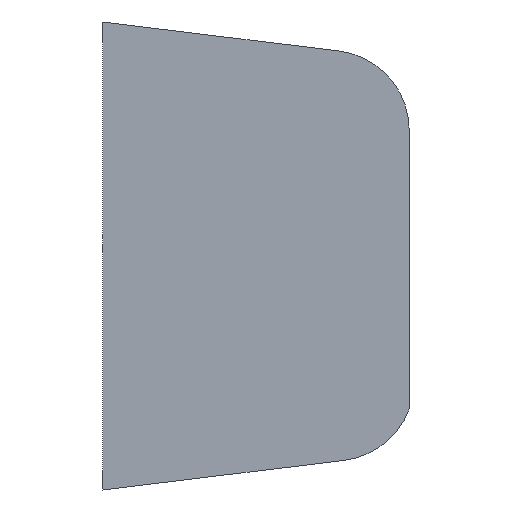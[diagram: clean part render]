
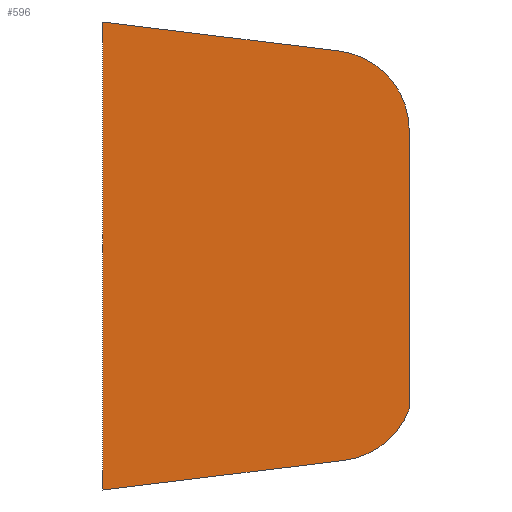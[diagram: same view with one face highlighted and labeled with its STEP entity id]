
A CAD part, left-side view. The second image highlights one B-rep face of the part: STEP entity #596.
In plain terms, the highlighted planar face has unit normal (-1, 0, 0).
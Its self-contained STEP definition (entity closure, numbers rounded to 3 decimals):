
#34 = VERTEX_POINT ( 'NONE', #1068 ) ;
#39 = AXIS2_PLACEMENT_3D ( 'NONE', #1438, #1211, #428 ) ;
#51 = CARTESIAN_POINT ( 'NONE',  ( -44., -4.1, 25.557 ) ) ;
#85 = VERTEX_POINT ( 'NONE', #193 ) ;
#103 = CARTESIAN_POINT ( 'NONE',  ( -44., 2.235, -37.684 ) ) ;
#109 = FACE_OUTER_BOUND ( 'NONE', #484, .T. ) ;
#128 = LINE ( 'NONE', #440, #186 ) ;
#186 = VECTOR ( 'NONE', #1214, 1000. ) ;
#193 = CARTESIAN_POINT ( 'NONE',  ( -44., 8.13, -38.407 ) ) ;
#214 = DIRECTION ( 'NONE',  ( -1., 0., 0. ) ) ;
#217 = ORIENTED_EDGE ( 'NONE', *, *, #617, .T. ) ;
#222 = EDGE_CURVE ( 'NONE', #85, #1428, #310, .T. ) ;
#232 = DIRECTION ( 'NONE',  ( 0., 0., 1. ) ) ;
#245 = ORIENTED_EDGE ( 'NONE', *, *, #222, .T. ) ;
#246 = VERTEX_POINT ( 'NONE', #1093 ) ;
#268 = AXIS2_PLACEMENT_3D ( 'NONE', #1325, #214, #232 ) ;
#298 = LINE ( 'NONE', #956, #463 ) ;
#310 = CIRCLE ( 'NONE', #268, 15. ) ;
#363 = CARTESIAN_POINT ( 'NONE',  ( -44., -4.1, -28.75 ) ) ;
#386 = ORIENTED_EDGE ( 'NONE', *, *, #1088, .T. ) ;
#387 = VERTEX_POINT ( 'NONE', #1254 ) ;
#428 = DIRECTION ( 'NONE',  ( 0., 0., 1. ) ) ;
#440 = CARTESIAN_POINT ( 'NONE',  ( -44., 53.5, 25.557 ) ) ;
#445 = ORIENTED_EDGE ( 'NONE', *, *, #954, .T. ) ;
#457 = LINE ( 'NONE', #103, #995 ) ;
#463 = VECTOR ( 'NONE', #1299, 1000. ) ;
#469 = ORIENTED_EDGE ( 'NONE', *, *, #1306, .T. ) ;
#484 = EDGE_LOOP ( 'NONE', ( #445, #217, #386, #469, #765, #245 ) ) ;
#534 = VECTOR ( 'NONE', #935, 1000. ) ;
#536 = PLANE ( 'NONE',  #1367 ) ;
#582 = LINE ( 'NONE', #51, #534 ) ;
#596 = ADVANCED_FACE ( 'NONE', ( #109 ), #536, .T. ) ;
#605 = CIRCLE ( 'NONE', #39, 15. ) ;
#617 = EDGE_CURVE ( 'NONE', #34, #246, #605, .T. ) ;
#664 = CARTESIAN_POINT ( 'NONE',  ( -44., 10.9, 23.635 ) ) ;
#749 = CARTESIAN_POINT ( 'NONE',  ( -44., 53.5, 43.978 ) ) ;
#762 = DIRECTION ( 'NONE',  ( 0., -0.993, 0.122 ) ) ;
#765 = ORIENTED_EDGE ( 'NONE', *, *, #1319, .T. ) ;
#935 = DIRECTION ( 'NONE',  ( 0., 0., 1. ) ) ;
#954 = EDGE_CURVE ( 'NONE', #1428, #34, #582, .T. ) ;
#956 = CARTESIAN_POINT ( 'NONE',  ( -44., 8.418, 38.443 ) ) ;
#995 = VECTOR ( 'NONE', #762, 1000. ) ;
#1068 = CARTESIAN_POINT ( 'NONE',  ( -44., -4.1, 23.635 ) ) ;
#1088 = EDGE_CURVE ( 'NONE', #246, #1174, #298, .T. ) ;
#1093 = CARTESIAN_POINT ( 'NONE',  ( -44., 9.072, 38.523 ) ) ;
#1108 = DIRECTION ( 'NONE',  ( 0., 0., 1. ) ) ;
#1174 = VERTEX_POINT ( 'NONE', #749 ) ;
#1211 = DIRECTION ( 'NONE',  ( -1., 0., 0. ) ) ;
#1214 = DIRECTION ( 'NONE',  ( 0., 0., -1. ) ) ;
#1254 = CARTESIAN_POINT ( 'NONE',  ( -44., 53.5, -43.978 ) ) ;
#1299 = DIRECTION ( 'NONE',  ( 0., 0.993, 0.122 ) ) ;
#1306 = EDGE_CURVE ( 'NONE', #1174, #387, #128, .T. ) ;
#1319 = EDGE_CURVE ( 'NONE', #387, #85, #457, .T. ) ;
#1325 = CARTESIAN_POINT ( 'NONE',  ( -44., 9.958, -23.519 ) ) ;
#1367 = AXIS2_PLACEMENT_3D ( 'NONE', #664, #1446, #1108 ) ;
#1428 = VERTEX_POINT ( 'NONE', #363 ) ;
#1438 = CARTESIAN_POINT ( 'NONE',  ( -44., 10.9, 23.635 ) ) ;
#1446 = DIRECTION ( 'NONE',  ( -1., 0., 0. ) ) ;
